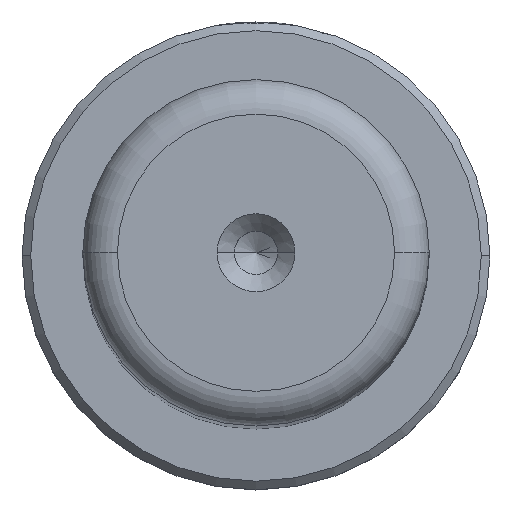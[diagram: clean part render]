
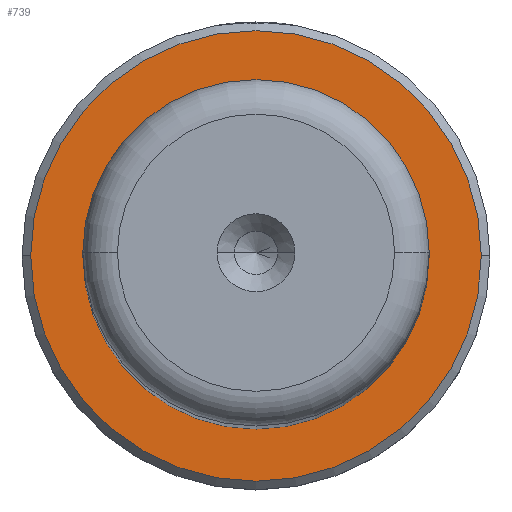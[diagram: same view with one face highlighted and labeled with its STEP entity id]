
A CAD part, top view. The second image highlights one B-rep face of the part: STEP entity #739.
In plain terms, the highlighted planar face has unit normal (0, 0, 1).
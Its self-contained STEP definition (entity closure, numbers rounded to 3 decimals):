
#20 = VERTEX_POINT ( 'NONE', #271 ) ;
#54 = PLANE ( 'NONE',  #1591 ) ;
#106 = DIRECTION ( 'NONE',  ( 0., 0., 1. ) ) ;
#165 = VERTEX_POINT ( 'NONE', #749 ) ;
#192 = ORIENTED_EDGE ( 'NONE', *, *, #1252, .T. ) ;
#271 = CARTESIAN_POINT ( 'NONE',  ( -13., 0., 18. ) ) ;
#283 = CIRCLE ( 'NONE', #1402, 13. ) ;
#288 = ORIENTED_EDGE ( 'NONE', *, *, #1792, .T. ) ;
#411 = CARTESIAN_POINT ( 'NONE',  ( 0., 0., 18. ) ) ;
#419 = AXIS2_PLACEMENT_3D ( 'NONE', #501, #1640, #656 ) ;
#501 = CARTESIAN_POINT ( 'NONE',  ( 0., 0., 18. ) ) ;
#565 = DIRECTION ( 'NONE',  ( -1., 0., 0. ) ) ;
#656 = DIRECTION ( 'NONE',  ( -1., 0., 0. ) ) ;
#668 = FACE_BOUND ( 'NONE', #1107, .T. ) ;
#669 = DIRECTION ( 'NONE',  ( 1., 0., 0. ) ) ;
#694 = DIRECTION ( 'NONE',  ( 0., 0., 1. ) ) ;
#739 = ADVANCED_FACE ( 'NONE', ( #1551, #668 ), #54, .T. ) ;
#749 = CARTESIAN_POINT ( 'NONE',  ( 13., 0., 18. ) ) ;
#919 = VERTEX_POINT ( 'NONE', #1419 ) ;
#931 = VERTEX_POINT ( 'NONE', #1907 ) ;
#939 = CIRCLE ( 'NONE', #1284, 9.495 ) ;
#992 = AXIS2_PLACEMENT_3D ( 'NONE', #1685, #694, #1839 ) ;
#1054 = CARTESIAN_POINT ( 'NONE',  ( 0., 0., 18. ) ) ;
#1107 = EDGE_LOOP ( 'NONE', ( #1530, #288 ) ) ;
#1156 = CARTESIAN_POINT ( 'NONE',  ( 0., 0., 18. ) ) ;
#1212 = DIRECTION ( 'NONE',  ( 1., 0., 0. ) ) ;
#1252 = EDGE_CURVE ( 'NONE', #20, #165, #283, .T. ) ;
#1257 = EDGE_CURVE ( 'NONE', #919, #931, #939, .T. ) ;
#1284 = AXIS2_PLACEMENT_3D ( 'NONE', #411, #1543, #565 ) ;
#1402 = AXIS2_PLACEMENT_3D ( 'NONE', #1054, #106, #1212 ) ;
#1419 = CARTESIAN_POINT ( 'NONE',  ( -9.495, 0., 18. ) ) ;
#1442 = EDGE_LOOP ( 'NONE', ( #192, #1622 ) ) ;
#1530 = ORIENTED_EDGE ( 'NONE', *, *, #1257, .T. ) ;
#1543 = DIRECTION ( 'NONE',  ( 0., 0., -1. ) ) ;
#1551 = FACE_OUTER_BOUND ( 'NONE', #1442, .T. ) ;
#1591 = AXIS2_PLACEMENT_3D ( 'NONE', #1156, #1660, #669 ) ;
#1612 = EDGE_CURVE ( 'NONE', #165, #20, #2028, .T. ) ;
#1622 = ORIENTED_EDGE ( 'NONE', *, *, #1612, .T. ) ;
#1640 = DIRECTION ( 'NONE',  ( 0., 0., -1. ) ) ;
#1660 = DIRECTION ( 'NONE',  ( 0., 0., 1. ) ) ;
#1685 = CARTESIAN_POINT ( 'NONE',  ( 0., 0., 18. ) ) ;
#1792 = EDGE_CURVE ( 'NONE', #931, #919, #1986, .T. ) ;
#1839 = DIRECTION ( 'NONE',  ( 1., 0., 0. ) ) ;
#1907 = CARTESIAN_POINT ( 'NONE',  ( 9.495, 0., 18. ) ) ;
#1986 = CIRCLE ( 'NONE', #419, 9.495 ) ;
#2028 = CIRCLE ( 'NONE', #992, 13. ) ;
